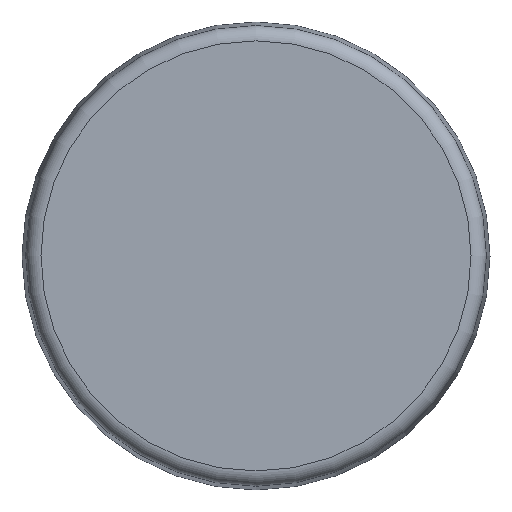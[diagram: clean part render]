
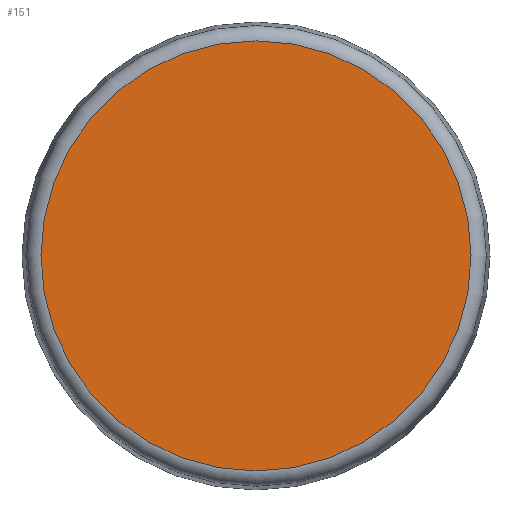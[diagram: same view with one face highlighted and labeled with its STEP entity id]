
A CAD part, top view. The second image highlights one B-rep face of the part: STEP entity #151.
In plain terms, the highlighted planar face has unit normal (0, 0, 1).
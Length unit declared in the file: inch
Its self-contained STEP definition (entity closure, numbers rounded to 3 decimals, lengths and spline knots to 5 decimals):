
#14=PLANE('',#197);
#38=FACE_OUTER_BOUND('',#57,.T.);
#57=EDGE_LOOP('',(#125));
#62=CIRCLE('',#176,0.70384);
#76=VERTEX_POINT('',#258);
#88=EDGE_CURVE('',#76,#76,#62,.T.);
#125=ORIENTED_EDGE('',*,*,#88,.F.);
#151=ADVANCED_FACE('',(#38),#14,.F.);
#176=AXIS2_PLACEMENT_3D('',#259,#206,#207);
#197=AXIS2_PLACEMENT_3D('',#290,#248,#249);
#206=DIRECTION('center_axis',(0.,0.,
-1.));
#207=DIRECTION('ref_axis',(-1.,0.,0.));
#248=DIRECTION('center_axis',(0.,0.,-1.));
#249=DIRECTION('ref_axis',(-1.,0.,0.));
#258=CARTESIAN_POINT('',(-0.70384,0.,0.875));
#259=CARTESIAN_POINT('Origin',(0.,0.,0.875));
#290=CARTESIAN_POINT('Origin',(-0.375,0.,0.875));
